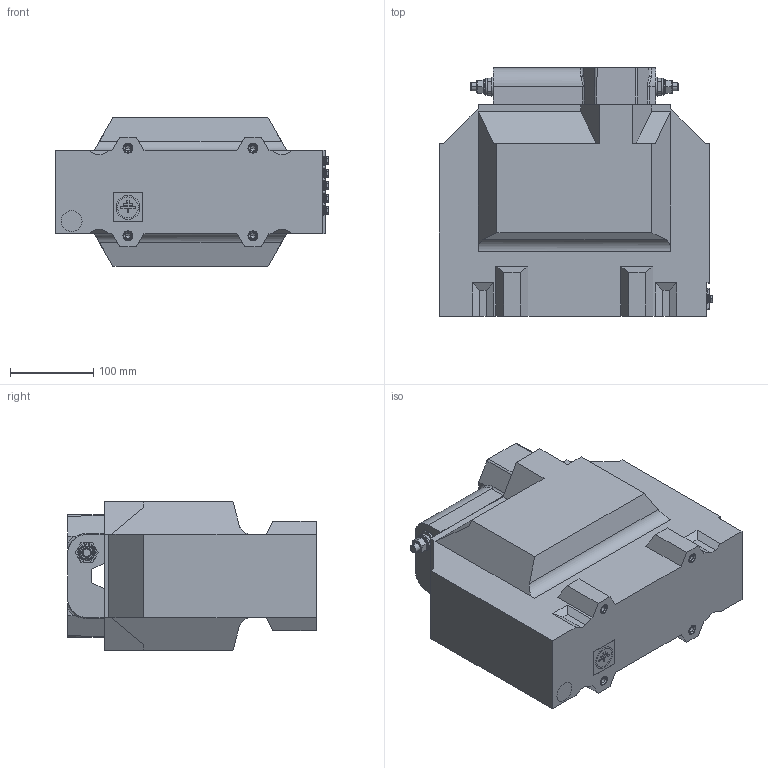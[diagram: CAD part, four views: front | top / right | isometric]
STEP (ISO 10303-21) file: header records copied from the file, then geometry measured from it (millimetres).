
FILE_DESCRIPTION (( 'STEP AP214' ), '1' );
FILE_NAME ('ﾎﾋﾑ-ﾑﾒ-1,25;6(10)-ﾏS.STEP', '2024-04-24T06:41:07', ( '' ), ( '' ), 'SwSTEP 2.0', 'SolidWorks 2014', '' );
FILE_SCHEMA (( 'AUTOMOTIVE_DESIGN' ));
Length unit declared in the file: millimetre
Products named in the file (33): Îòëèâêà^ÑÒ.ÎË.02.01.00.000 Ñáîðêà ñ çàëèâêîé_4 ®â¯ ©ª¨; ÂÅÈÓ.685159.009 Êîíòàêò; ÑÒ.ÎË.02.01.01.000 Àêòèâíàÿ ÷àñòü_-00; ÂÅÈÓ.723111.010 Ïðåäîõðàíèòåëüíîå óñòðîéñòâî ÎËÑ,ÍÈÎË(ÏS) (ñáîðêà ñ çàëèâêîé)(SIBA); Ëåíòà ñòàëüíàÿ óïàêîâî÷íàÿ íàãàðòîâàííàÿ 13õ0,5 ÃÎÑÒ 3560-73^ÑÒ.ÎË.02.01.01.000 Àêòèâíàÿ ÷àñòü; Ïðîâîä ÏÝÒÂ-2 2,0 áåç èçîëÿöèè; hex screw gradeab_din_ISO 4017 - M6 x 16-N; ÂÅÈÓ.758472.048 Ãàéêà ñïåöèàëüíàÿ Ì18; ÂÅÈÓ.758472.047 Ãàéêà ñïåöèàëüíàÿ Ì5_-00; 屡扔.758472.007 绵殛郷-02; ﾂﾅﾈﾓ.745418.001 ﾇ琥韲; ÂÅÈÓ.685159.005 Êîíòàêò; ÂÅÈÓ.757564.126 Âèíò êîðïóñà; Êîìïàóíä (îòëèâêà) äëÿ ïðåäîõðàíèòåëüíîãî óñòðîéñòâà ÎËÑ; ÂÅÈÓ.713141.006 Âòóëêà îïîðíàÿ_-00; Áîëò DIN 933_5å10; ÂÅÈÓ.713141.006 Âòóëêà îïîðíàÿ_-01; ﾘ琺矜 DIN 127 B_5; ÑÒ.ÒÍ.20.01.01.102 Îïîðà; ﾘ琺矜 DIN 125 ﾀ_5.01.019; socket head cap screw_din_DIN 912 M10 x 25 --- 25N; ﾎﾋﾑ-ﾑﾒ-1,25;6(10)-ﾏS; ÂÅÈÓ.754447.004 Çíàê çàçåìëåíèÿ ÃÎÑÒ 21130-75; 屡扔.305364.007 青汶篪赅; ÂÅÈÓ.723111.010 Ïðåäîõðàíèòåëüíîå óñòðîéñòâî ÎËÑ,ÍÈÎË(ÏS) (â ñáîðå)(SIBA); ÑÒ.ÎË.01.00.00.001 Ïàñïîðòíàÿ òàáëè÷êà ÎËÑ-ÑÒ_-00; Ãàéêà øåñòèãðàííàÿ DIN 934_10; ÑÒ.ÎË.02.01.00.000 Ñáîðêà ñ çàëèâêîé_-00; ﾘ琺矜 DIN 127 B_10; ﾘ琺矜 DIN 125 ﾀ_10.01.019; Äîçàëèâêà^ÑÒ.ÎË.02.01.00.000 Ñáîðêà ñ çàëèâêîé; Ïðóæèíà ñæàòèÿ STAMO (1x7x35x18 - ñòàëü)_STAMO 1x7x35x18; 砎槼隰譇膻蠈錪 SIBA-18700 8x150
Assembly tree (66 placements, depth 4):
  ﾎﾋﾑ-ﾑﾒ-1,25;6(10)-ﾏS
    ÑÒ.ÎË.02.01.00.000 Ñáîðêà ñ çàëèâêîé_-00
      ÑÒ.ÎË.02.01.01.000 Àêòèâíàÿ ÷àñòü_-00
        ÑÒ.ÒÍ.20.01.01.102 Îïîðà
        ÂÅÈÓ.713141.006 Âòóëêà îïîðíàÿ_-01  x3
        ÂÅÈÓ.713141.006 Âòóëêà îïîðíàÿ_-00
        ÂÅÈÓ.757564.126 Âèíò êîðïóñà
        ﾂﾅﾈﾓ.745418.001 ﾇ琥韲  x2
        屡扔.758472.007 绵殛郷-02  x5
        hex screw gradeab_din_ISO 4017 - M6 x 16-N  x4
        Ëåíòà ñòàëüíàÿ óïàêîâî÷íàÿ íàãàðòîâàííàÿ 13õ0,5 ÃÎÑÒ 3560-73^ÑÒ.ÎË.02.01.01.000 Àêòèâíàÿ ÷àñòü
      Îòëèâêà^ÑÒ.ÎË.02.01.00.000 Ñáîðêà ñ çàëèâêîé_4 ®â¯ ©ª¨
      Äîçàëèâêà^ÑÒ.ÎË.02.01.00.000 Ñáîðêà ñ çàëèâêîé
    ÑÒ.ÎË.01.00.00.001 Ïàñïîðòíàÿ òàáëè÷êà ÎËÑ-ÑÒ_-00
    ÂÅÈÓ.754447.004 Çíàê çàçåìëåíèÿ ÃÎÑÒ 21130-75
    socket head cap screw_din_DIN 912 M10 x 25 --- 25N  x2
    ﾘ琺矜 DIN 125 ﾀ_5.01.019  x5
    ﾘ琺矜 DIN 127 B_5  x5
    Áîëò DIN 933_5å10  x5
    ÂÅÈÓ.723111.010 Ïðåäîõðàíèòåëüíîå óñòðîéñòâî ÎËÑ,ÍÈÎË(ÏS) (â ñáîðå)(SIBA)
      ÂÅÈÓ.723111.010 Ïðåäîõðàíèòåëüíîå óñòðîéñòâî ÎËÑ,ÍÈÎË(ÏS) (ñáîðêà ñ çàëèâêîé)(SIBA)
        Êîìïàóíä (îòëèâêà) äëÿ ïðåäîõðàíèòåëüíîãî óñòðîéñòâà ÎËÑ
        ÂÅÈÓ.685159.005 Êîíòàêò  x2
        ÂÅÈÓ.758472.047 Ãàéêà ñïåöèàëüíàÿ Ì5_-00  x2
        ÂÅÈÓ.758472.048 Ãàéêà ñïåöèàëüíàÿ Ì18  x2
        Ïðîâîä ÏÝÒÂ-2 2,0 áåç èçîëÿöèè  x2
      ÂÅÈÓ.685159.009 Êîíòàêò  x2
      砎槼隰譇膻蠈錪 SIBA-18700 8x150  x2
      Ïðóæèíà ñæàòèÿ STAMO (1x7x35x18 - ñòàëü)_STAMO 1x7x35x18  x2
      ﾘ琺矜 DIN 125 ﾀ_10.01.019  x2
      ﾘ琺矜 DIN 127 B_10  x2
      Ãàéêà øåñòèãðàííàÿ DIN 934_10  x2
    屡扔.305364.007 青汶篪赅  x2
Bounding box: 328.7 x 298.7 x 178 mm (x, y, z)
Volume: 7437463.5 mm3; surface area: 1171722.2 mm2
Topology: 68 solids, 69 shells, 5407 faces, 13745 edges, 8843 vertices
Faces by surface type: plane 2831, bspline 1292, cylinder 797, cone 341, torus 144, sphere 2
Entity records: 243481 total; most frequent: CARTESIAN_POINT 106292, ORIENTED_EDGE 24766, DIRECTION 18310, EDGE_CURVE 12383, VERTEX_POINT 8059, VECTOR 7800, LINE 7800, EDGE_LOOP 5256
